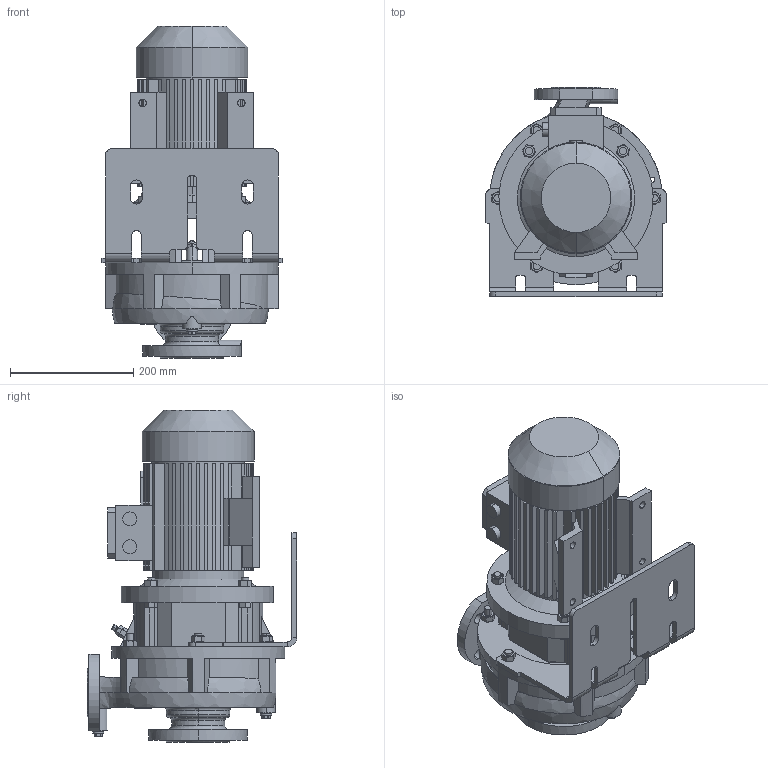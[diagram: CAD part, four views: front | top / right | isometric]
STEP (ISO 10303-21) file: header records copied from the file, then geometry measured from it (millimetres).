
FILE_DESCRIPTION (( 'STEP AP214' ), '1' );
FILE_NAME ('ﾌﾓ-311-200-ﾌ2-311-204-03-10.step', '2025-04-07T07:31:06', ( 'adb' ), ( '' ), 'SwSTEP 2.0', 'SolidWorks 2016', '' );
FILE_SCHEMA (( 'AUTOMOTIVE_DESIGN' ));
Length unit declared in the file: millimetre
Products named in the file (1): ﾌﾓ-311-200-ﾌ2-311-204-03-10
Bounding box: 292 x 340 x 538 mm (x, y, z)
Volume: 12349403.5 mm3; surface area: 1353532.9 mm2
Topology: 8 solids, 19 shells, 1048 faces, 2745 edges, 1784 vertices
Faces by surface type: plane 577, cylinder 360, cone 83, bspline 23, torus 5
Entity records: 51137 total; most frequent: CARTESIAN_POINT 13472, ORIENTED_EDGE 5486, DIRECTION 5368, EDGE_CURVE 2743, AXIS2_PLACEMENT_3D 1930, VERTEX_POINT 1784, VECTOR 1508, LINE 1508
